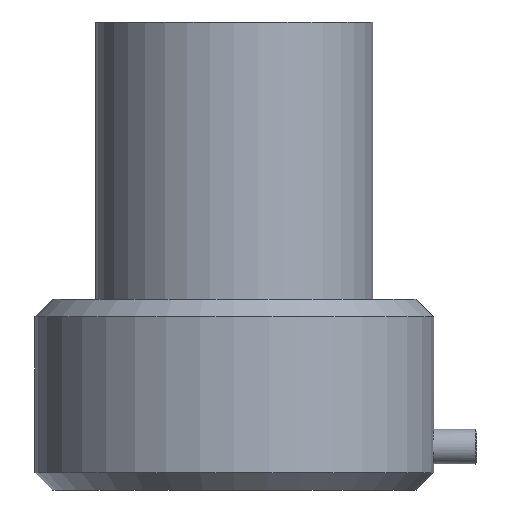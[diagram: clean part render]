
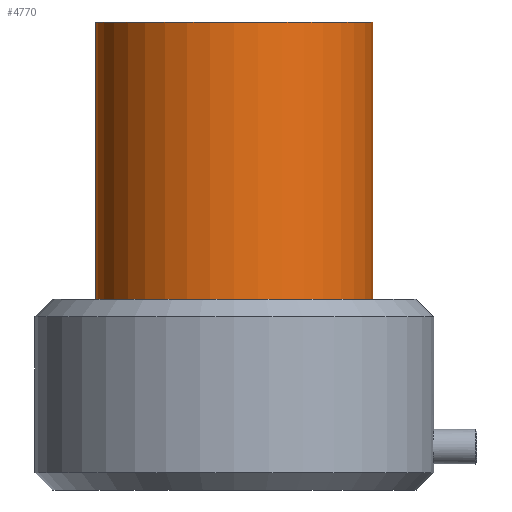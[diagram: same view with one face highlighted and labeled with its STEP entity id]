
A CAD part, front view. The second image highlights one B-rep face of the part: STEP entity #4770.
In plain terms, the highlighted cylindrical face has radius 8 mm (diameter 16 mm), a full revolution.
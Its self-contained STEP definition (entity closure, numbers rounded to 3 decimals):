
#48=CYLINDRICAL_SURFACE('',#4970,8.);
#90=CIRCLE('',#4964,8.);
#93=CIRCLE('',#4971,8.);
#436=FACE_OUTER_BOUND('',#708,.T.);
#708=EDGE_LOOP('',(#4241,#4242,#4243,#4244));
#1047=LINE('',#9131,#1384);
#1384=VECTOR('',#5529,8.);
#2181=VERTEX_POINT('',#9119);
#2184=VERTEX_POINT('',#9130);
#2875=EDGE_CURVE('',#2181,#2181,#90,.T.);
#2879=EDGE_CURVE('',#2181,#2184,#1047,.T.);
#2880=EDGE_CURVE('',#2184,#2184,#93,.T.);
#4241=ORIENTED_EDGE('',*,*,#2875,.T.);
#4242=ORIENTED_EDGE('',*,*,#2879,.T.);
#4243=ORIENTED_EDGE('',*,*,#2880,.F.);
#4244=ORIENTED_EDGE('',*,*,#2879,.F.);
#4770=ADVANCED_FACE('',(#436),#48,.T.);
#4964=AXIS2_PLACEMENT_3D('',#9120,#5514,#5515);
#4970=AXIS2_PLACEMENT_3D('',#9129,#5527,#5528);
#4971=AXIS2_PLACEMENT_3D('',#9132,#5530,#5531);
#5514=DIRECTION('center_axis',(0.,0.,-1.));
#5515=DIRECTION('ref_axis',(-1.,0.,0.));
#5527=DIRECTION('center_axis',(0.,0.,1.));
#5528=DIRECTION('ref_axis',(-1.,0.,0.));
#5529=DIRECTION('',(0.,0.,-1.));
#5530=DIRECTION('center_axis',(0.,0.,-1.));
#5531=DIRECTION('ref_axis',(-1.,0.,0.));
#9119=CARTESIAN_POINT('',(8.,0.,16.));
#9120=CARTESIAN_POINT('Origin',(0.,0.,16.));
#9129=CARTESIAN_POINT('Origin',(0.,0.,0.));
#9130=CARTESIAN_POINT('',(8.,0.,0.));
#9131=CARTESIAN_POINT('',(8.,0.,0.));
#9132=CARTESIAN_POINT('Origin',(0.,0.,0.));
